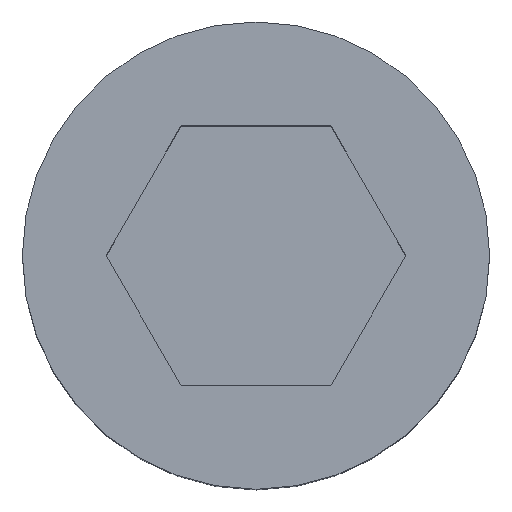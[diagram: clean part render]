
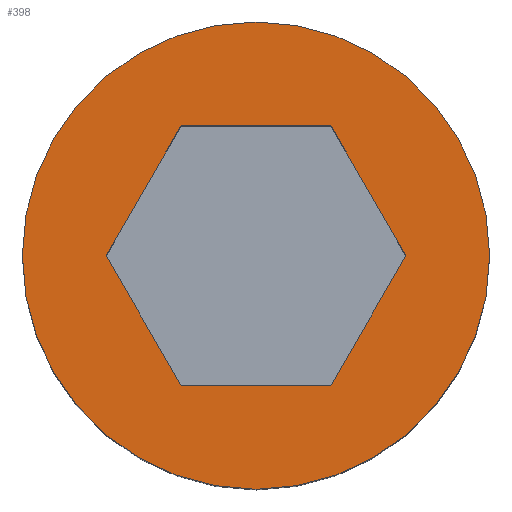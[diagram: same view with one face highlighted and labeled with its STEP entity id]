
A CAD part, top view. The second image highlights one B-rep face of the part: STEP entity #398.
In plain terms, the highlighted planar face has unit normal (0, 0, 1).
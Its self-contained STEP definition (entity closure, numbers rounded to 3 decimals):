
#25=CARTESIAN_POINT('',(1.443,-2.5,8.));
#26=VERTEX_POINT('',#25);
#27=CARTESIAN_POINT('',(2.887,0.,8.));
#28=VERTEX_POINT('',#27);
#29=CARTESIAN_POINT('',(1.443,-2.5,8.));
#30=DIRECTION('',(0.5,0.866,0.));
#31=VECTOR('',#30,2.887);
#32=LINE('',#29,#31);
#33=EDGE_CURVE('',#26,#28,#32,.T.);
#65=CARTESIAN_POINT('',(1.443,2.5,8.));
#66=VERTEX_POINT('',#65);
#67=CARTESIAN_POINT('',(2.887,0.,8.));
#68=DIRECTION('',(-0.5,0.866,0.));
#69=VECTOR('',#68,2.887);
#70=LINE('',#67,#69);
#71=EDGE_CURVE('',#28,#66,#70,.T.);
#96=CARTESIAN_POINT('',(-1.443,2.5,8.));
#97=VERTEX_POINT('',#96);
#98=CARTESIAN_POINT('',(1.443,2.5,8.));
#99=DIRECTION('',(-1.,0.,0.));
#100=VECTOR('',#99,2.887);
#101=LINE('',#98,#100);
#102=EDGE_CURVE('',#66,#97,#101,.T.);
#127=CARTESIAN_POINT('',(-2.887,0.,8.));
#128=VERTEX_POINT('',#127);
#129=CARTESIAN_POINT('',(-1.443,2.5,8.));
#130=DIRECTION('',(-0.5,-0.866,0.));
#131=VECTOR('',#130,2.887);
#132=LINE('',#129,#131);
#133=EDGE_CURVE('',#97,#128,#132,.T.);
#158=CARTESIAN_POINT('',(-1.443,-2.5,8.));
#159=VERTEX_POINT('',#158);
#160=CARTESIAN_POINT('',(-2.887,0.,8.));
#161=DIRECTION('',(0.5,-0.866,0.));
#162=VECTOR('',#161,2.887);
#163=LINE('',#160,#162);
#164=EDGE_CURVE('',#128,#159,#163,.T.);
#189=CARTESIAN_POINT('',(-1.443,-2.5,8.));
#190=DIRECTION('',(1.,0.,0.));
#191=VECTOR('',#190,2.887);
#192=LINE('',#189,#191);
#193=EDGE_CURVE('',#159,#26,#192,.T.);
#321=CARTESIAN_POINT('',(4.5,0.,8.));
#322=VERTEX_POINT('',#321);
#323=CARTESIAN_POINT('',(-4.5,0.,8.));
#324=VERTEX_POINT('',#323);
#325=CARTESIAN_POINT('',(0.,0.,8.));
#326=DIRECTION('',(1.,0.,0.));
#327=DIRECTION('',(-0.,0.,-1.));
#328=AXIS2_PLACEMENT_3D('',#325,#327,#326);
#329=CIRCLE('',#328,4.5);
#330=EDGE_CURVE('',#322,#324,#329,.T.);
#357=CARTESIAN_POINT('',(0.,0.,8.));
#358=DIRECTION('',(-1.,0.,0.));
#359=DIRECTION('',(0.,0.,-1.));
#360=AXIS2_PLACEMENT_3D('',#357,#359,#358);
#361=CIRCLE('',#360,4.5);
#362=EDGE_CURVE('',#324,#322,#361,.T.);
#381=CARTESIAN_POINT('',(0.,0.,8.));
#382=DIRECTION('',(1.,0.,0.));
#383=DIRECTION('',(0.,0.,1.));
#384=AXIS2_PLACEMENT_3D('',#381,#383,#382);
#385=PLANE('',#384);
#386=ORIENTED_EDGE('',*,*,#362,.F.);
#387=ORIENTED_EDGE('',*,*,#330,.F.);
#388=EDGE_LOOP('',(#386,#387));
#389=FACE_OUTER_BOUND('',#388,.T.);
#390=ORIENTED_EDGE('',*,*,#33,.F.);
#391=ORIENTED_EDGE('',*,*,#193,.F.);
#392=ORIENTED_EDGE('',*,*,#164,.F.);
#393=ORIENTED_EDGE('',*,*,#133,.F.);
#394=ORIENTED_EDGE('',*,*,#102,.F.);
#395=ORIENTED_EDGE('',*,*,#71,.F.);
#396=EDGE_LOOP('',(#390,#391,#392,#393,#394,#395));
#397=FACE_BOUND('',#396,.T.);
#398=ADVANCED_FACE('F13',(#389,#397),#385,.T.);
